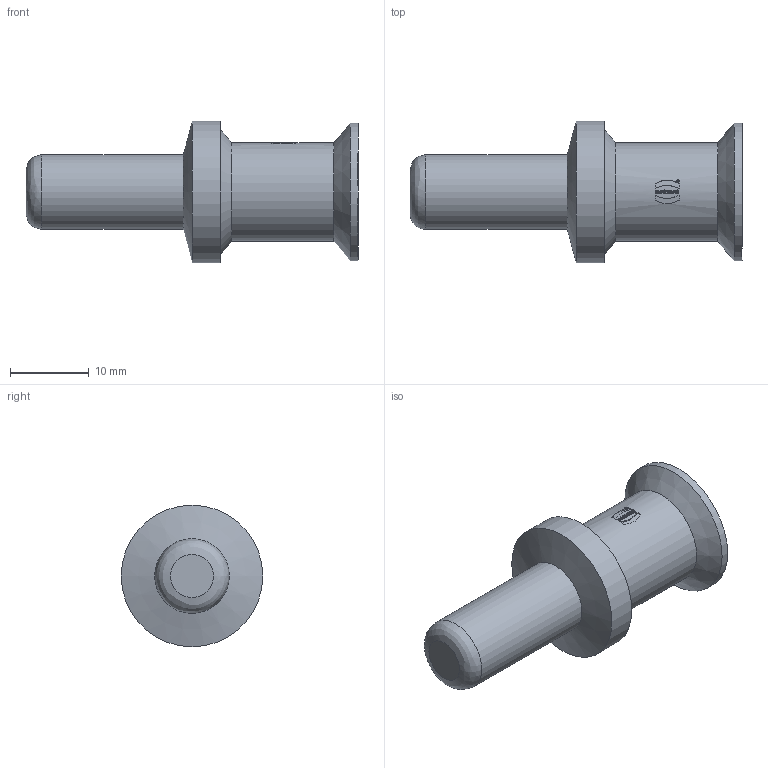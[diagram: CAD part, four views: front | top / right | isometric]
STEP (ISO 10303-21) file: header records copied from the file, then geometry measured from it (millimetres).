
FILE_DESCRIPTION(/* description */ (''),/* implementation_level */ '2;1');
FILE_NAME(/* name */ '100208907ugm000_b.stp',/* time_stamp */ '2017-11-03T09:37:25+01:00',/* author */ (''),/* organization */ (''),/* preprocessor_version */ 'ST-DEVELOPER v16',/* originating_system */ 'SIEMENS PLM Software NX 10.0',/* authorisation */ '');
FILE_SCHEMA (('AUTOMOTIVE_DESIGN { 1 0 10303 214 3 1 1 1 }'));
Length unit declared in the file: millimetre
Products named in the file (1): 100208907ugm000_b
Bounding box: 42.2 x 18 x 18 mm (x, y, z)
Volume: 3859 mm3; surface area: 2666 mm2
Topology: 1 solids, 1 shells, 117 faces, 288 edges, 191 vertices
Faces by surface type: plane 81, cylinder 23, bspline 10, cone 3
Full cylindrical faces by diameter (mm): 0.226 x1, 0.296 x1, 8.2 x1, 9.5 x1, 12.5 x1, 17.5 x1, 18 x1
Entity records: 3958 total; most frequent: CARTESIAN_POINT 1035, DIRECTION 575, ORIENTED_EDGE 554, EDGE_CURVE 277, AXIS2_PLACEMENT_3D 214, VERTEX_POINT 190, LINE 147, VECTOR 147
